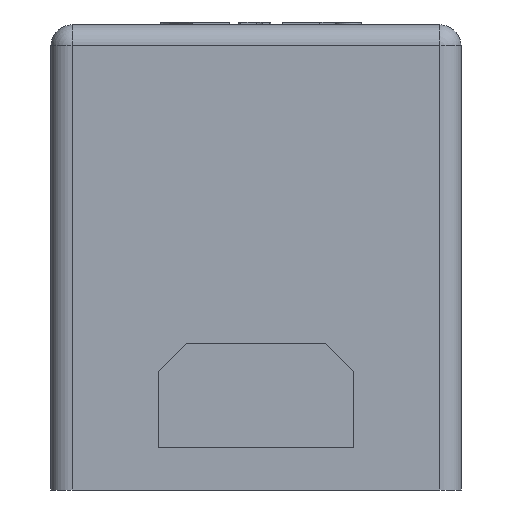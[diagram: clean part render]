
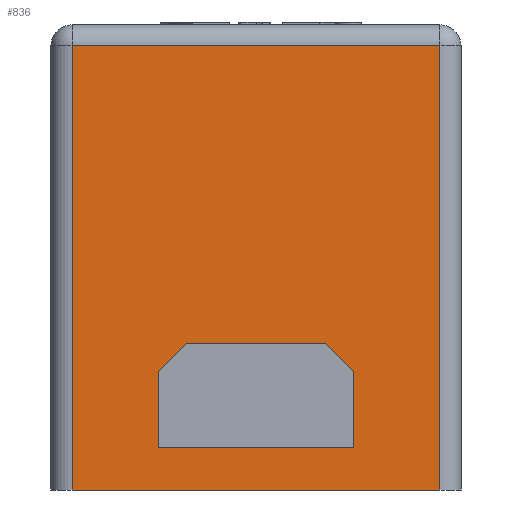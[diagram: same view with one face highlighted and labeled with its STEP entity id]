
A CAD part, front view. The second image highlights one B-rep face of the part: STEP entity #836.
In plain terms, the highlighted planar face has unit normal (0, -1, 0).
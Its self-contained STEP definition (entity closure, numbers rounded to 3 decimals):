
#836=ADVANCED_FACE('',(#1098,#1099),#987,.T.);
#987=PLANE('',#4054);
#1098=FACE_BOUND('',#1145,.T.);
#1099=FACE_BOUND('',#1146,.T.);
#1145=EDGE_LOOP('',(#1443,#1444,#1445,#1446,#1447,#1448));
#1146=EDGE_LOOP('',(#1449,#1450,#1451,#1452));
#1443=ORIENTED_EDGE('',*,*,#2358,.T.);
#1444=ORIENTED_EDGE('',*,*,#2349,.T.);
#1445=ORIENTED_EDGE('',*,*,#2351,.T.);
#1446=ORIENTED_EDGE('',*,*,#2353,.T.);
#1447=ORIENTED_EDGE('',*,*,#2355,.T.);
#1448=ORIENTED_EDGE('',*,*,#2357,.T.);
#1449=ORIENTED_EDGE('',*,*,#2385,.T.);
#1450=ORIENTED_EDGE('',*,*,#2386,.T.);
#1451=ORIENTED_EDGE('',*,*,#2387,.T.);
#1452=ORIENTED_EDGE('',*,*,#2388,.T.);
#2109=VERTEX_POINT('',#5379);
#2110=VERTEX_POINT('',#5381);
#2111=VERTEX_POINT('',#5385);
#2112=VERTEX_POINT('',#5389);
#2113=VERTEX_POINT('',#5393);
#2114=VERTEX_POINT('',#5397);
#2135=VERTEX_POINT('',#5458);
#2136=VERTEX_POINT('',#5459);
#2137=VERTEX_POINT('',#5461);
#2138=VERTEX_POINT('',#5463);
#2349=EDGE_CURVE('',#2109,#2110,#3108,.T.);
#2351=EDGE_CURVE('',#2110,#2111,#3110,.T.);
#2353=EDGE_CURVE('',#2111,#2112,#3112,.T.);
#2355=EDGE_CURVE('',#2112,#2113,#3114,.T.);
#2357=EDGE_CURVE('',#2113,#2114,#3116,.T.);
#2358=EDGE_CURVE('',#2114,#2109,#3117,.T.);
#2385=EDGE_CURVE('',#2135,#2136,#3144,.T.);
#2386=EDGE_CURVE('',#2136,#2137,#3145,.T.);
#2387=EDGE_CURVE('',#2137,#2138,#3146,.T.);
#2388=EDGE_CURVE('',#2138,#2135,#3147,.T.);
#3108=LINE('',#5382,#3494);
#3110=LINE('',#5386,#3496);
#3112=LINE('',#5390,#3498);
#3114=LINE('',#5394,#3500);
#3116=LINE('',#5398,#3502);
#3117=LINE('',#5400,#3503);
#3144=LINE('',#5457,#3530);
#3145=LINE('',#5460,#3531);
#3146=LINE('',#5462,#3532);
#3147=LINE('',#5464,#3533);
#3494=VECTOR('',#4427,1.);
#3496=VECTOR('',#4431,1.);
#3498=VECTOR('',#4435,1.);
#3500=VECTOR('',#4439,1.);
#3502=VECTOR('',#4443,1.);
#3503=VECTOR('',#4446,1.);
#3530=VECTOR('',#4493,1.);
#3531=VECTOR('',#4494,1.);
#3532=VECTOR('',#4495,1.);
#3533=VECTOR('',#4496,1.);
#4054=AXIS2_PLACEMENT_3D('',#5465,#4497,#4498);
#4427=DIRECTION('',(0.,0.,1.));
#4431=DIRECTION('',(0.707,0.,0.707));
#4435=DIRECTION('',(1.,0.,0.));
#4439=DIRECTION('',(0.707,0.,-0.707));
#4443=DIRECTION('',(0.,0.,-1.));
#4446=DIRECTION('',(-1.,0.,0.));
#4493=DIRECTION('',(-1.,0.,0.));
#4494=DIRECTION('',(0.,0.,-1.));
#4495=DIRECTION('',(1.,0.,0.));
#4496=DIRECTION('',(0.,0.,1.));
#4497=DIRECTION('',(0.,-1.,0.));
#4498=DIRECTION('',(1.,0.,0.));
#5379=CARTESIAN_POINT('',(-3.475,-15.15,-15.3));
#5381=CARTESIAN_POINT('',(-3.475,-15.15,-12.6));
#5382=CARTESIAN_POINT('',(-3.475,-15.15,-15.3));
#5385=CARTESIAN_POINT('',(-2.475,-15.15,-11.6));
#5386=CARTESIAN_POINT('',(-3.475,-15.15,-12.6));
#5389=CARTESIAN_POINT('',(2.475,-15.15,-11.6));
#5390=CARTESIAN_POINT('',(-2.475,-15.15,-11.6));
#5393=CARTESIAN_POINT('',(3.475,-15.15,-12.6));
#5394=CARTESIAN_POINT('',(2.475,-15.15,-11.6));
#5397=CARTESIAN_POINT('',(3.475,-15.15,-15.3));
#5398=CARTESIAN_POINT('',(3.475,-15.15,-12.6));
#5400=CARTESIAN_POINT('',(3.475,-15.15,-15.3));
#5457=CARTESIAN_POINT('',(-6.525,-15.15,-1.05));
#5458=CARTESIAN_POINT('',(6.525,-15.15,-1.05));
#5459=CARTESIAN_POINT('',(-6.525,-15.15,-1.05));
#5460=CARTESIAN_POINT('',(-6.525,-15.15,-16.8));
#5461=CARTESIAN_POINT('',(-6.525,-15.15,-16.8));
#5462=CARTESIAN_POINT('',(-6.525,-15.15,-16.8));
#5463=CARTESIAN_POINT('',(6.525,-15.15,-16.8));
#5464=CARTESIAN_POINT('',(6.525,-15.15,-16.8));
#5465=CARTESIAN_POINT('',(-6.525,-15.15,-16.8));
